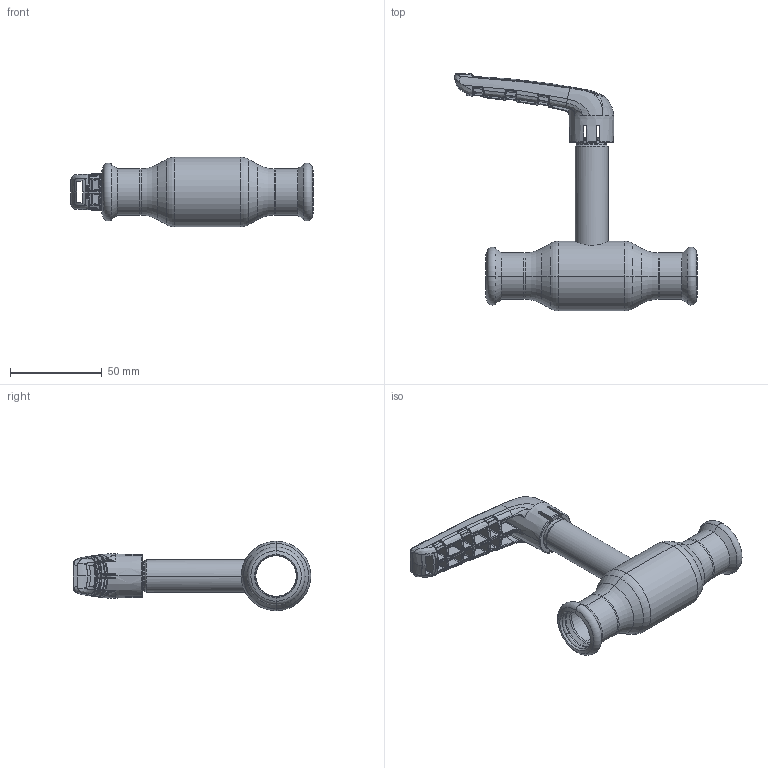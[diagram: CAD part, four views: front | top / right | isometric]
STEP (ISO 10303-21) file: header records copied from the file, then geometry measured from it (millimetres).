
FILE_DESCRIPTION (( 'STEP AP214' ), '1' );
FILE_NAME ('1020000101-xxxx.step', '2019-05-07T12:26:44', ( '' ), ( '' ), 'SwSTEP 2.0', 'SolidWorks 2017', '' );
FILE_SCHEMA (( 'AUTOMOTIVE_DESIGN' ));
Length unit declared in the file: millimetre
Products named in the file (1): 1020000101-xxxx
Bounding box: 132.53 x 129.88 x 38 mm (x, y, z)
Surface area: 29858.8 mm2 (no closed solid volume)
Topology: 0 solids, 9 shells, 762 faces, 2413 edges, 1538 vertices
Faces by surface type: bspline 619, plane 50, cylinder 35, cone 33, torus 25
Entity records: 66254 total; most frequent: CARTESIAN_POINT 42520, ORIENTED_EDGE 3976, EDGE_CURVE 2385, B_SPLINE_CURVE_WITH_KNOTS 1671, DIRECTION 1548, VERTEX_POINT 1538, EDGE_LOOP 784, UNCERTAINTY_MEASURE_WITH_UNIT 764
